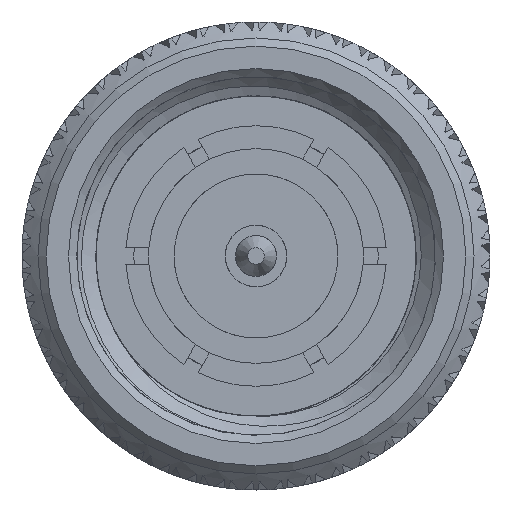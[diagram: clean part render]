
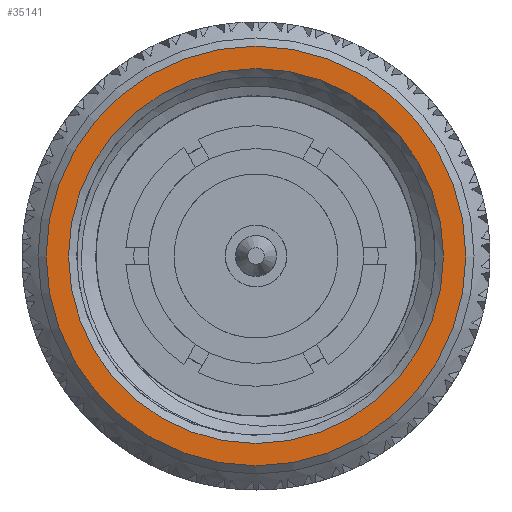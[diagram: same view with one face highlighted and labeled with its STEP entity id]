
A CAD part, left-side view. The second image highlights one B-rep face of the part: STEP entity #35141.
In plain terms, the highlighted planar face has unit normal (-1, 0, 0).
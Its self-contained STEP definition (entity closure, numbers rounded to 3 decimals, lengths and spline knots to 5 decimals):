
#291 = VERTEX_POINT ( 'NONE', #66298 ) ;
#8119 = ORIENTED_EDGE ( 'NONE', *, *, #33715, .T. ) ;
#9194 = DIRECTION ( 'NONE',  ( 0., -1., 0. ) ) ;
#13376 = EDGE_LOOP ( 'NONE', ( #61337 ) ) ;
#25840 = DIRECTION ( 'NONE',  ( 0., 1., 0. ) ) ;
#30535 = EDGE_CURVE ( 'NONE', #41398, #41398, #96525, .T. ) ;
#32305 = CARTESIAN_POINT ( 'NONE',  ( 0., 0., 0. ) ) ;
#33715 = EDGE_CURVE ( 'NONE', #291, #291, #41169, .T. ) ;
#34079 = FACE_BOUND ( 'NONE', #13376, .T. ) ;
#35141 = ADVANCED_FACE ( 'NONE', ( #34079, #51866 ), #76288, .F. ) ;
#37988 = DIRECTION ( 'NONE',  ( 1., 0., 0. ) ) ;
#41169 = CIRCLE ( 'NONE', #63548, 0.256 ) ;
#41398 = VERTEX_POINT ( 'NONE', #74432 ) ;
#51866 = FACE_OUTER_BOUND ( 'NONE', #105445, .T. ) ;
#58927 = CARTESIAN_POINT ( 'NONE',  ( 0., 0.27, 0. ) ) ;
#61337 = ORIENTED_EDGE ( 'NONE', *, *, #30535, .T. ) ;
#63548 = AXIS2_PLACEMENT_3D ( 'NONE', #32305, #66922, #25840 ) ;
#65006 = DIRECTION ( 'NONE',  ( 0., 1., 0. ) ) ;
#66298 = CARTESIAN_POINT ( 'NONE',  ( 0., 0.256, 0. ) ) ;
#66922 = DIRECTION ( 'NONE',  ( -1., 0., 0. ) ) ;
#71555 = CARTESIAN_POINT ( 'NONE',  ( 0., 0., 0. ) ) ;
#74119 = AXIS2_PLACEMENT_3D ( 'NONE', #58927, #83371, #9194 ) ;
#74432 = CARTESIAN_POINT ( 'NONE',  ( 0., 0.22875, 0. ) ) ;
#76288 = PLANE ( 'NONE',  #74119 ) ;
#83371 = DIRECTION ( 'NONE',  ( 1., 0., 0. ) ) ;
#96525 = CIRCLE ( 'NONE', #101729, 0.22875 ) ;
#101729 = AXIS2_PLACEMENT_3D ( 'NONE', #71555, #37988, #65006 ) ;
#105445 = EDGE_LOOP ( 'NONE', ( #8119 ) ) ;
